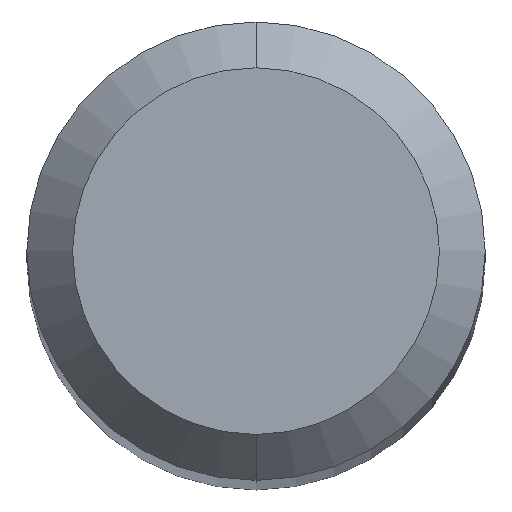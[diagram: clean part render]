
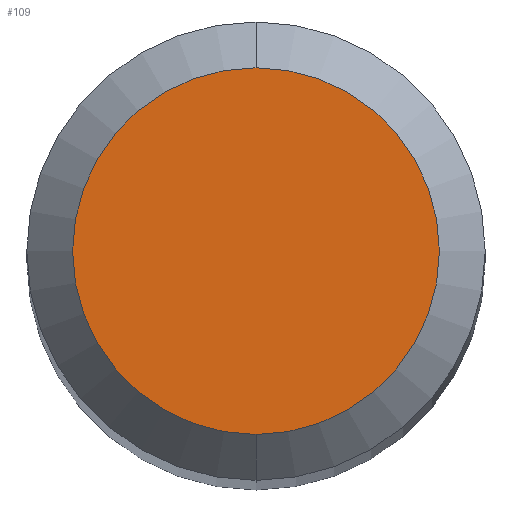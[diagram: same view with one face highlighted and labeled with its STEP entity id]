
A CAD part, top view. The second image highlights one B-rep face of the part: STEP entity #109.
In plain terms, the highlighted planar face has unit normal (0, 0, 1).
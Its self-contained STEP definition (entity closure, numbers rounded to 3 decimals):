
#109=ADVANCED_FACE('',(#246),#247,.T.);
#135=VERTEX_POINT('',#277);
#157=VERTEX_POINT('',#302);
#175=EDGE_CURVE('',#135,#157,#320,.T.);
#185=EDGE_CURVE('',#157,#135,#334,.T.);
#246=FACE_OUTER_BOUND('',#396,.T.);
#247=PLANE('',#397);
#277=CARTESIAN_POINT('',(0.,-1.2,0.0));
#302=CARTESIAN_POINT('',(0.0,1.2,0.0));
#320=CIRCLE('',#486,1.2);
#334=CIRCLE('',#501,1.2);
#396=EDGE_LOOP('',(#561,#562));
#397=AXIS2_PLACEMENT_3D('',#563,#564,#565);
#486=AXIS2_PLACEMENT_3D('',#644,#645,#646);
#501=AXIS2_PLACEMENT_3D('',#679,#680,#681);
#561=ORIENTED_EDGE('',*,*,#185,.F.);
#562=ORIENTED_EDGE('',*,*,#175,.F.);
#563=CARTESIAN_POINT('',(0.0,0.6,0.0));
#564=DIRECTION('',(-0.0,0.0,1.0));
#565=DIRECTION('',(0.0,-1.0,0.0));
#644=CARTESIAN_POINT('',(0.0,0.0,0.0));
#645=DIRECTION('',(0.0,0.0,-1.0));
#646=DIRECTION('',(0.0,1.0,0.0));
#679=CARTESIAN_POINT('',(0.0,0.0,0.0));
#680=DIRECTION('',(0.0,0.0,-1.0));
#681=DIRECTION('',(0.0,1.0,0.0));
